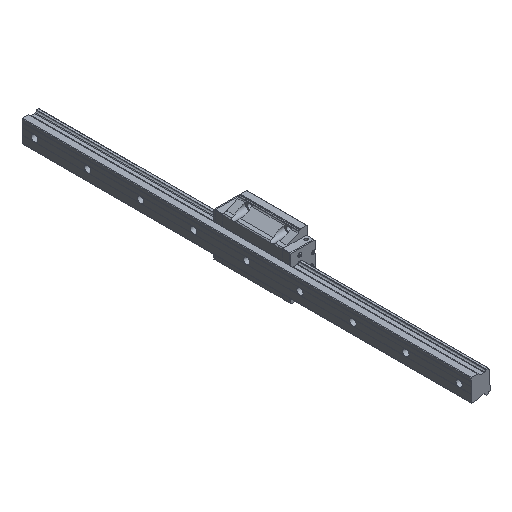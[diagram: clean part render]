
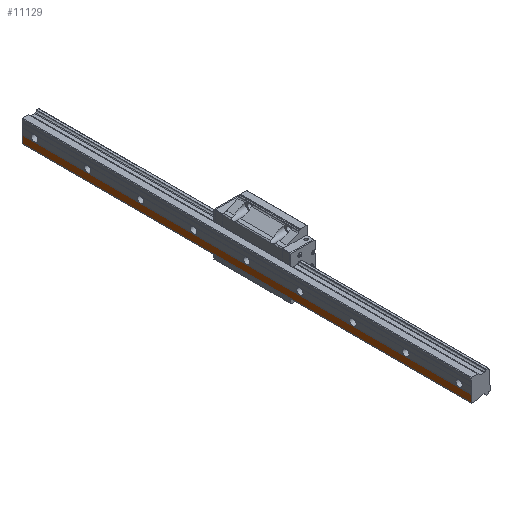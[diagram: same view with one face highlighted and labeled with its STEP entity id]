
A CAD part, isometric view. The second image highlights one B-rep face of the part: STEP entity #11129.
In plain terms, the highlighted planar face has unit normal (-1, 0, 0).
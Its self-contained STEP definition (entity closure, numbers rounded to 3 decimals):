
#379 = AXIS2_PLACEMENT_3D ( 'NONE', #8050, #6690, #5332 ) ;
#466 = DIRECTION ( 'NONE',  ( 0., -1., 0. ) ) ;
#1061 = FACE_OUTER_BOUND ( 'NONE', #4225, .T. ) ;
#1814 = CARTESIAN_POINT ( 'NONE',  ( -26.5, 1270., -29.5 ) ) ;
#1945 = CARTESIAN_POINT ( 'NONE',  ( -26.5, 1270., -9.5 ) ) ;
#2746 = EDGE_CURVE ( 'NONE', #10487, #6439, #9608, .T. ) ;
#3180 = LINE ( 'NONE', #1814, #6250 ) ;
#4118 = EDGE_CURVE ( 'NONE', #5005, #8896, #3180, .T. ) ;
#4225 = EDGE_LOOP ( 'NONE', ( #7062, #12811, #9120, #5214 ) ) ;
#4497 = DIRECTION ( 'NONE',  ( 0., 0., 1. ) ) ;
#4713 = VECTOR ( 'NONE', #6384, 1000. ) ;
#5005 = VERTEX_POINT ( 'NONE', #5089 ) ;
#5089 = CARTESIAN_POINT ( 'NONE',  ( -26.5, 1270., -29.5 ) ) ;
#5214 = ORIENTED_EDGE ( 'NONE', *, *, #2746, .T. ) ;
#5332 = DIRECTION ( 'NONE',  ( 0., 0., 1. ) ) ;
#5772 = VECTOR ( 'NONE', #4497, 1000. ) ;
#5852 = CARTESIAN_POINT ( 'NONE',  ( -26.5, 1270., 21.8 ) ) ;
#6250 = VECTOR ( 'NONE', #466, 1000. ) ;
#6384 = DIRECTION ( 'NONE',  ( 0., 0., 1. ) ) ;
#6439 = VERTEX_POINT ( 'NONE', #1945 ) ;
#6690 = DIRECTION ( 'NONE',  ( -1., 0., 0. ) ) ;
#6694 = EDGE_CURVE ( 'NONE', #5005, #6439, #7218, .T. ) ;
#6869 = DIRECTION ( 'NONE',  ( 0., 1., 0. ) ) ;
#7062 = ORIENTED_EDGE ( 'NONE', *, *, #6694, .F. ) ;
#7218 = LINE ( 'NONE', #5852, #5772 ) ;
#7742 = CARTESIAN_POINT ( 'NONE',  ( -26.5, 0., 21.8 ) ) ;
#8050 = CARTESIAN_POINT ( 'NONE',  ( -26.5, 1270., -9.5 ) ) ;
#8244 = CARTESIAN_POINT ( 'NONE',  ( -26.5, 1270., -9.5 ) ) ;
#8896 = VERTEX_POINT ( 'NONE', #13237 ) ;
#9078 = VECTOR ( 'NONE', #6869, 1000. ) ;
#9120 = ORIENTED_EDGE ( 'NONE', *, *, #10747, .T. ) ;
#9420 = PLANE ( 'NONE',  #379 ) ;
#9608 = LINE ( 'NONE', #8244, #9078 ) ;
#10476 = LINE ( 'NONE', #7742, #4713 ) ;
#10487 = VERTEX_POINT ( 'NONE', #11457 ) ;
#10747 = EDGE_CURVE ( 'NONE', #8896, #10487, #10476, .T. ) ;
#11129 = ADVANCED_FACE ( 'NONE', ( #1061 ), #9420, .T. ) ;
#11457 = CARTESIAN_POINT ( 'NONE',  ( -26.5, 0., -9.5 ) ) ;
#12811 = ORIENTED_EDGE ( 'NONE', *, *, #4118, .T. ) ;
#13237 = CARTESIAN_POINT ( 'NONE',  ( -26.5, 0., -29.5 ) ) ;
